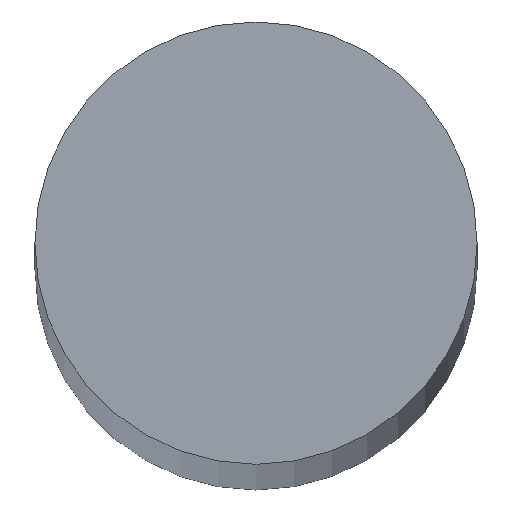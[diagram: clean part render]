
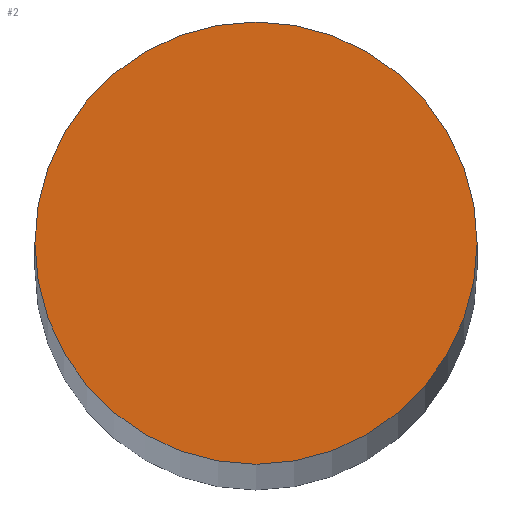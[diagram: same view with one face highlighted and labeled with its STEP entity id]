
A CAD part, top view. The second image highlights one B-rep face of the part: STEP entity #2.
In plain terms, the highlighted planar face has unit normal (0, 0, 1).
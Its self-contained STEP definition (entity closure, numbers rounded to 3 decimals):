
#2 = ADVANCED_FACE ( 'NONE', ( #65 ), #134, .T. ) ;
#5 = CARTESIAN_POINT ( 'NONE',  ( 0., 0., 400. ) ) ;
#6 = DIRECTION ( 'NONE',  ( 0., 0., 1. ) ) ;
#7 = DIRECTION ( 'NONE',  ( 1., 0., 0. ) ) ;
#56 = ORIENTED_EDGE ( 'NONE', *, *, #166, .T. ) ;
#57 = ORIENTED_EDGE ( 'NONE', *, *, #168, .T. ) ;
#65 = FACE_OUTER_BOUND ( 'NONE', #86, .T. ) ;
#72 = CIRCLE ( 'NONE', #164, 6. ) ;
#73 = CIRCLE ( 'NONE', #162, 6. ) ;
#86 = EDGE_LOOP ( 'NONE', ( #57, #56 ) ) ;
#91 = CARTESIAN_POINT ( 'NONE',  ( 0., 0., 400. ) ) ;
#97 = DIRECTION ( 'NONE',  ( 0., 0., 1. ) ) ;
#98 = DIRECTION ( 'NONE',  ( 1., 0., 0. ) ) ;
#123 = AXIS2_PLACEMENT_3D ( 'NONE', #142, #151, #152 ) ;
#131 = VERTEX_POINT ( 'NONE', #140 ) ;
#132 = VERTEX_POINT ( 'NONE', #137 ) ;
#134 = PLANE ( 'NONE',  #123 ) ;
#137 = CARTESIAN_POINT ( 'NONE',  ( 6., 0., 400. ) ) ;
#140 = CARTESIAN_POINT ( 'NONE',  ( -6., 0., 400. ) ) ;
#142 = CARTESIAN_POINT ( 'NONE',  ( 0., 0., 400. ) ) ;
#151 = DIRECTION ( 'NONE',  ( 0., 0., 1. ) ) ;
#152 = DIRECTION ( 'NONE',  ( 1., 0., 0. ) ) ;
#162 = AXIS2_PLACEMENT_3D ( 'NONE', #91, #6, #7 ) ;
#164 = AXIS2_PLACEMENT_3D ( 'NONE', #5, #97, #98 ) ;
#166 = EDGE_CURVE ( 'NONE', #132, #131, #73, .T. ) ;
#168 = EDGE_CURVE ( 'NONE', #131, #132, #72, .T. ) ;
